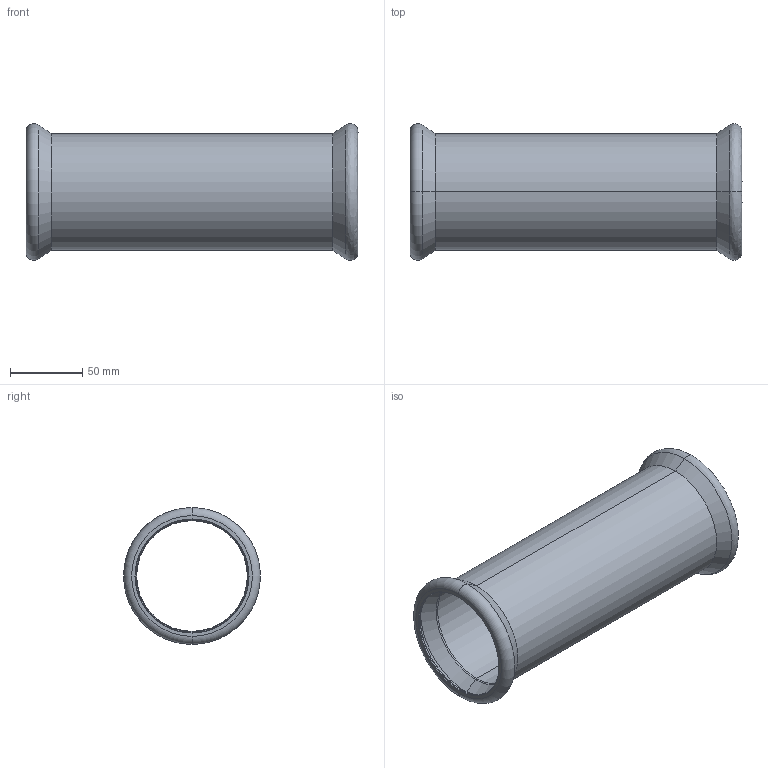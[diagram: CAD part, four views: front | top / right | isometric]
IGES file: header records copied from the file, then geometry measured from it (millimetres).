
Global section: file name: No Iges File Name specified; native system: Autodesk Inventor 2011; preprocessor: AutoDesk Inventor Iges Exporter R2011; author: bruh; date: 20110606.142423; units: millimetre
Bounding box: 230 x 94.67 x 94.67 mm (x, y, z)
Volume: 121139.2 mm3; surface area: 123228.4 mm2
Topology: 1 solids, 1 shells, 40 faces, 80 edges, 44 vertices
Faces by surface type: bspline 20, revolution 10, torus 4, cone 2, cylinder 2, plane 2
